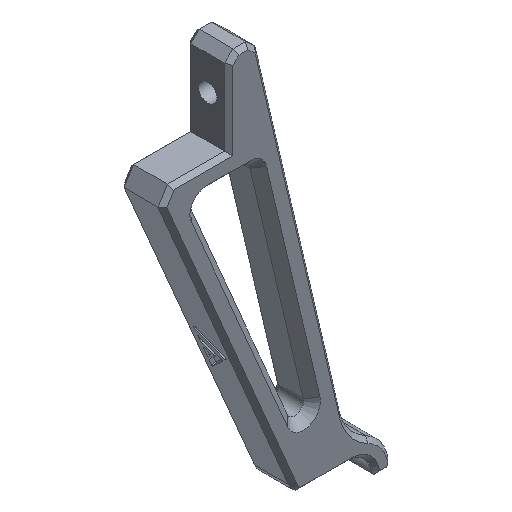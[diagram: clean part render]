
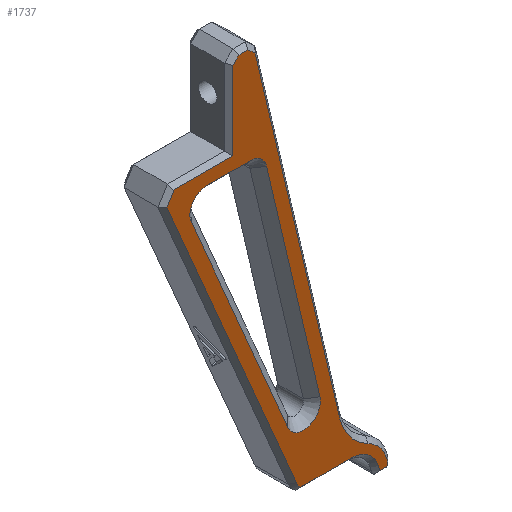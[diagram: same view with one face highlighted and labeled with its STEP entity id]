
A CAD part, isometric view. The second image highlights one B-rep face of the part: STEP entity #1737.
In plain terms, the highlighted planar face has unit normal (0, -1, 0).
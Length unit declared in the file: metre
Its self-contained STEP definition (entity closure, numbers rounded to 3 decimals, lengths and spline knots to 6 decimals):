
#87=CIRCLE('',#1856,0.013);
#88=CIRCLE('',#1858,0.009);
#89=CIRCLE('',#1860,0.0005);
#90=CIRCLE('',#1864,0.004);
#100=CIRCLE('',#1930,0.004);
#101=CIRCLE('',#1931,0.004);
#102=CIRCLE('',#1932,0.004);
#103=CIRCLE('',#1933,0.007);
#157=PLANE('',#1929);
#237=LINE('',#2710,#406);
#240=LINE('',#2716,#409);
#242=LINE('',#2720,#411);
#244=LINE('',#2724,#413);
#245=LINE('',#2726,#414);
#251=LINE('',#2744,#420);
#253=LINE('',#2766,#422);
#254=LINE('',#2768,#423);
#256=LINE('',#2772,#425);
#314=LINE('',#2935,#483);
#315=LINE('',#2940,#484);
#316=LINE('',#2944,#485);
#317=LINE('',#2947,#486);
#406=VECTOR('',#2157,1.);
#409=VECTOR('',#2162,1.);
#411=VECTOR('',#2166,1.);
#413=VECTOR('',#2170,1.);
#414=VECTOR('',#2173,1.);
#420=VECTOR('',#2193,1.);
#422=VECTOR('',#2203,1.);
#423=VECTOR('',#2206,1.);
#425=VECTOR('',#2210,1.);
#483=VECTOR('',#2392,1.);
#484=VECTOR('',#2395,1.);
#485=VECTOR('',#2398,1.);
#486=VECTOR('',#2401,1.);
#899=ORIENTED_EDGE('',*,*,#1216,.F.);
#900=ORIENTED_EDGE('',*,*,#1217,.F.);
#901=ORIENTED_EDGE('',*,*,#1218,.F.);
#902=ORIENTED_EDGE('',*,*,#1219,.F.);
#903=ORIENTED_EDGE('',*,*,#1220,.F.);
#904=ORIENTED_EDGE('',*,*,#1221,.F.);
#905=ORIENTED_EDGE('',*,*,#1222,.T.);
#906=ORIENTED_EDGE('',*,*,#1223,.T.);
#907=ORIENTED_EDGE('',*,*,#1126,.F.);
#908=ORIENTED_EDGE('',*,*,#1125,.F.);
#909=ORIENTED_EDGE('',*,*,#1123,.F.);
#910=ORIENTED_EDGE('',*,*,#1121,.F.);
#911=ORIENTED_EDGE('',*,*,#1117,.F.);
#912=ORIENTED_EDGE('',*,*,#1134,.F.);
#913=ORIENTED_EDGE('',*,*,#1136,.F.);
#914=ORIENTED_EDGE('',*,*,#1109,.F.);
#915=ORIENTED_EDGE('',*,*,#1112,.F.);
#916=ORIENTED_EDGE('',*,*,#1114,.F.);
#917=ORIENTED_EDGE('',*,*,#1116,.F.);
#918=ORIENTED_EDGE('',*,*,#1133,.F.);
#919=ORIENTED_EDGE('',*,*,#1131,.F.);
#1109=EDGE_CURVE('',#1328,#1329,#237,.T.);
#1112=EDGE_CURVE('',#1330,#1328,#240,.T.);
#1114=EDGE_CURVE('',#1331,#1330,#242,.T.);
#1116=EDGE_CURVE('',#1332,#1331,#244,.T.);
#1117=EDGE_CURVE('',#1333,#1334,#245,.T.);
#1121=EDGE_CURVE('',#1334,#1335,#87,.T.);
#1123=EDGE_CURVE('',#1335,#1336,#88,.T.);
#1125=EDGE_CURVE('',#1336,#1337,#89,.T.);
#1126=EDGE_CURVE('',#1337,#1338,#251,.T.);
#1131=EDGE_CURVE('',#1340,#1341,#90,.T.);
#1133=EDGE_CURVE('',#1341,#1332,#253,.T.);
#1134=EDGE_CURVE('',#1342,#1333,#254,.T.);
#1136=EDGE_CURVE('',#1329,#1342,#256,.T.);
#1216=EDGE_CURVE('',#1386,#1387,#314,.T.);
#1217=EDGE_CURVE('',#1388,#1386,#100,.T.);
#1218=EDGE_CURVE('',#1389,#1388,#315,.T.);
#1219=EDGE_CURVE('',#1390,#1389,#101,.T.);
#1220=EDGE_CURVE('',#1391,#1390,#316,.T.);
#1221=EDGE_CURVE('',#1387,#1391,#102,.T.);
#1222=EDGE_CURVE('',#1340,#1392,#317,.T.);
#1223=EDGE_CURVE('',#1392,#1338,#103,.T.);
#1328=VERTEX_POINT('',#2709);
#1329=VERTEX_POINT('',#2711);
#1330=VERTEX_POINT('',#2715);
#1331=VERTEX_POINT('',#2719);
#1332=VERTEX_POINT('',#2723);
#1333=VERTEX_POINT('',#2727);
#1334=VERTEX_POINT('',#2728);
#1335=VERTEX_POINT('',#2733);
#1336=VERTEX_POINT('',#2737);
#1337=VERTEX_POINT('',#2741);
#1338=VERTEX_POINT('',#2745);
#1340=VERTEX_POINT('',#2761);
#1341=VERTEX_POINT('',#2763);
#1342=VERTEX_POINT('',#2769);
#1386=VERTEX_POINT('',#2936);
#1387=VERTEX_POINT('',#2937);
#1388=VERTEX_POINT('',#2939);
#1389=VERTEX_POINT('',#2941);
#1390=VERTEX_POINT('',#2943);
#1391=VERTEX_POINT('',#2945);
#1392=VERTEX_POINT('',#2948);
#1505=EDGE_LOOP('',(#899,#900,#901,#902,#903,#904));
#1506=EDGE_LOOP('',(#905,#906,#907,#908,#909,#910,#911,#912,#913,#914,#915,
#916,#917,#918,#919));
#1616=FACE_BOUND('',#1505,.T.);
#1617=FACE_BOUND('',#1506,.T.);
#1737=ADVANCED_FACE('',(#1616,#1617),#157,.F.);
#1856=AXIS2_PLACEMENT_3D('',#2734,#2179,#2180);
#1858=AXIS2_PLACEMENT_3D('',#2738,#2184,#2185);
#1860=AXIS2_PLACEMENT_3D('',#2742,#2189,#2190);
#1864=AXIS2_PLACEMENT_3D('',#2762,#2198,#2199);
#1929=AXIS2_PLACEMENT_3D('',#2934,#2390,#2391);
#1930=AXIS2_PLACEMENT_3D('',#2938,#2393,#2394);
#1931=AXIS2_PLACEMENT_3D('',#2942,#2396,#2397);
#1932=AXIS2_PLACEMENT_3D('',#2946,#2399,#2400);
#1933=AXIS2_PLACEMENT_3D('',#2949,#2402,#2403);
#2157=DIRECTION('',(0.707,0.,0.707));
#2162=DIRECTION('',(0.,0.,1.));
#2166=DIRECTION('',(1.,0.,0.));
#2170=DIRECTION('',(0.531,0.,0.847));
#2173=DIRECTION('',(0.229,0.,-0.973));
#2179=DIRECTION('',(0.,-1.,0.));
#2180=DIRECTION('',(-0.788,0.,-0.616));
#2184=DIRECTION('',(0.,1.,0.));
#2185=DIRECTION('',(0.,0.,1.));
#2189=DIRECTION('',(0.,1.,0.));
#2190=DIRECTION('',(0.984,0.,0.176));
#2193=DIRECTION('',(-1.,0.,0.));
#2198=DIRECTION('',(0.,1.,0.));
#2199=DIRECTION('',(-0.551,0.,-0.834));
#2203=DIRECTION('',(-0.393,0.,0.92));
#2206=DIRECTION('',(0.749,0.,-0.663));
#2210=DIRECTION('',(1.,0.,0.));
#2390=DIRECTION('',(0.,1.,0.));
#2391=DIRECTION('',(-1.,0.,0.));
#2392=DIRECTION('',(0.393,0.,-0.92));
#2393=DIRECTION('',(0.,-1.,0.));
#2394=DIRECTION('',(-0.834,0.,0.551));
#2395=DIRECTION('',(-1.,0.,0.));
#2396=DIRECTION('',(0.,-1.,0.));
#2397=DIRECTION('',(0.621,0.,0.784));
#2398=DIRECTION('',(-0.229,0.,0.973));
#2399=DIRECTION('',(0.,-1.,0.));
#2400=DIRECTION('',(0.973,0.,0.229));
#2401=DIRECTION('',(1.,0.,0.));
#2402=DIRECTION('',(0.,1.,0.));
#2403=DIRECTION('',(0.,0.,1.));
#2709=CARTESIAN_POINT('',(-0.036659,0.,0.099891));
#2710=CARTESIAN_POINT('',(-0.046577,0.,0.089972));
#2711=CARTESIAN_POINT('',(-0.035244,0.,0.101305));
#2715=CARTESIAN_POINT('',(-0.036659,0.,0.081305));
#2716=CARTESIAN_POINT('',(-0.036659,0.,0.066332));
#2719=CARTESIAN_POINT('',(-0.050628,0.,0.081305));
#2720=CARTESIAN_POINT('',(-0.038698,0.,0.081305));
#2723=CARTESIAN_POINT('',(-0.052311,0.,0.078618));
#2724=CARTESIAN_POINT('',(-0.05513,0.,0.074119));
#2726=CARTESIAN_POINT('',(-0.025799,0.,0.075943));
#2727=CARTESIAN_POINT('',(-0.031416,0.,0.099781));
#2728=CARTESIAN_POINT('',(-0.011435,0.,0.014987));
#2733=CARTESIAN_POINT('',(-0.004736,0.,0.006412));
#2734=CARTESIAN_POINT('',(0.001218,0.,0.017968));
#2737=CARTESIAN_POINT('',(0.,0.,0.));
#2738=CARTESIAN_POINT('',(-0.008859,0.,-0.001588));
#2741=CARTESIAN_POINT('',(-0.000492,0.,-0.000588));
#2742=CARTESIAN_POINT('',(-0.000492,0.,-0.000088));
#2744=CARTESIAN_POINT('',(-0.013353,0.,-0.000588));
#2745=CARTESIAN_POINT('',(-0.001931,0.,-0.000588));
#2761=CARTESIAN_POINT('',(-0.020628,0.,0.005412));
#2762=CARTESIAN_POINT('',(-0.017982,0.,0.008412));
#2763=CARTESIAN_POINT('',(-0.021661,0.,0.006841));
#2766=CARTESIAN_POINT('',(-0.029222,0.,0.024548));
#2768=CARTESIAN_POINT('',(-0.018695,0.,0.088511));
#2769=CARTESIAN_POINT('',(-0.033136,0.,0.101305));
#2772=CARTESIAN_POINT('',(-0.030936,0.,0.101305));
#2934=CARTESIAN_POINT('',(-0.026214,0.,0.050358));
#2935=CARTESIAN_POINT('',(-0.041524,0.,0.060994));
#2936=CARTESIAN_POINT('',(-0.046537,0.,0.072734));
#2937=CARTESIAN_POINT('',(-0.023659,0.,0.01916));
#2938=CARTESIAN_POINT('',(-0.042858,0.,0.074305));
#2939=CARTESIAN_POINT('',(-0.042858,0.,0.078305));
#2940=CARTESIAN_POINT('',(-0.028618,0.,0.078305));
#2941=CARTESIAN_POINT('',(-0.032604,0.,0.078305));
#2942=CARTESIAN_POINT('',(-0.032604,0.,0.074305));
#2943=CARTESIAN_POINT('',(-0.028711,0.,0.075222));
#2944=CARTESIAN_POINT('',(-0.018171,0.,0.03049));
#2945=CARTESIAN_POINT('',(-0.016087,0.,0.021649));
#2946=CARTESIAN_POINT('',(-0.019981,0.,0.020731));
#2947=CARTESIAN_POINT('',(-0.026214,0.,0.005412));
#2948=CARTESIAN_POINT('',(-0.008859,0.,0.005412));
#2949=CARTESIAN_POINT('',(-0.008859,0.,-0.001588));
